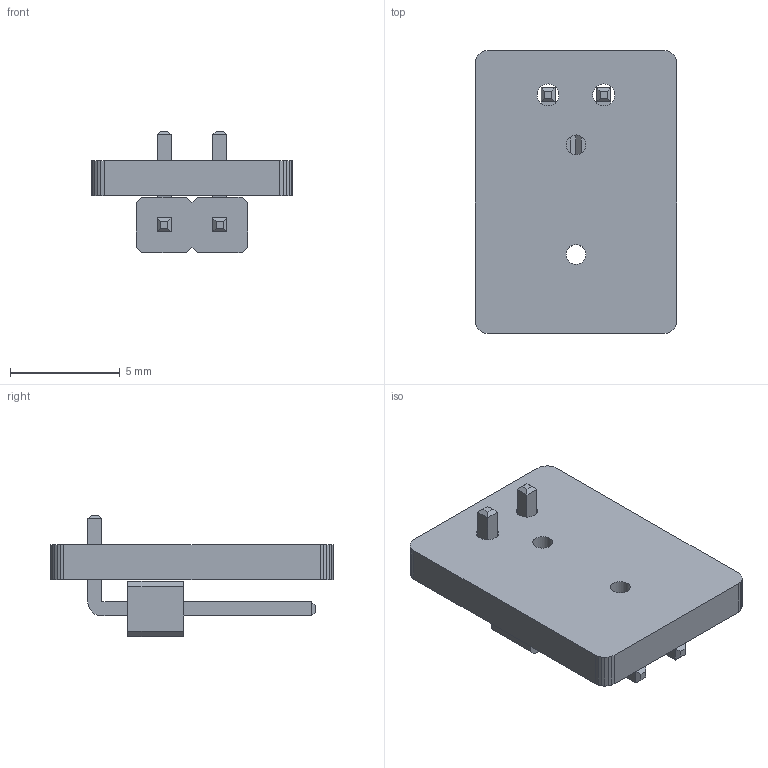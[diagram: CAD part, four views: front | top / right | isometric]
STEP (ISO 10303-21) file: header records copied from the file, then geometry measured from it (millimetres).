
FILE_DESCRIPTION(('KiCad electronic assembly'),'2;1');
FILE_NAME('LDR Plate.step','2024-01-06T21:22:21',('Pcbnew'),('Kicad'), 'Open CASCADE STEP processor 7.6','KiCad to STEP converter','Unknown' );
FILE_SCHEMA(('AUTOMOTIVE_DESIGN { 1 0 10303 214 1 1 1 1 }'));
Length unit declared in the file: millimetre
Products named in the file (4): LDR Plate 1; PinHeader_1x02_P2.54mm_Horizontal; SOLID; PCB
Assembly tree (3 placements, depth 3):
  LDR Plate 1
    PinHeader_1x02_P2.54mm_Horizontal
      SOLID
    PCB
Bounding box: 9.2 x 12.9 x 5.54 mm (x, y, z)
Volume: 226.4 mm3; surface area: 441.2 mm2
Topology: 2 solids, 2 shells, 92 faces, 236 edges, 152 vertices
Faces by surface type: plane 86, cylinder 6
Full cylindrical faces by diameter (mm): 0.9 x2, 1 x2
Entity records: 6322 total; most frequent: CARTESIAN_POINT 1004, DIRECTION 904, LINE 684, VECTOR 684, ORIENTED_EDGE 472, PCURVE 472, DEFINITIONAL_REPRESENTATION 472, EDGE_CURVE 236
